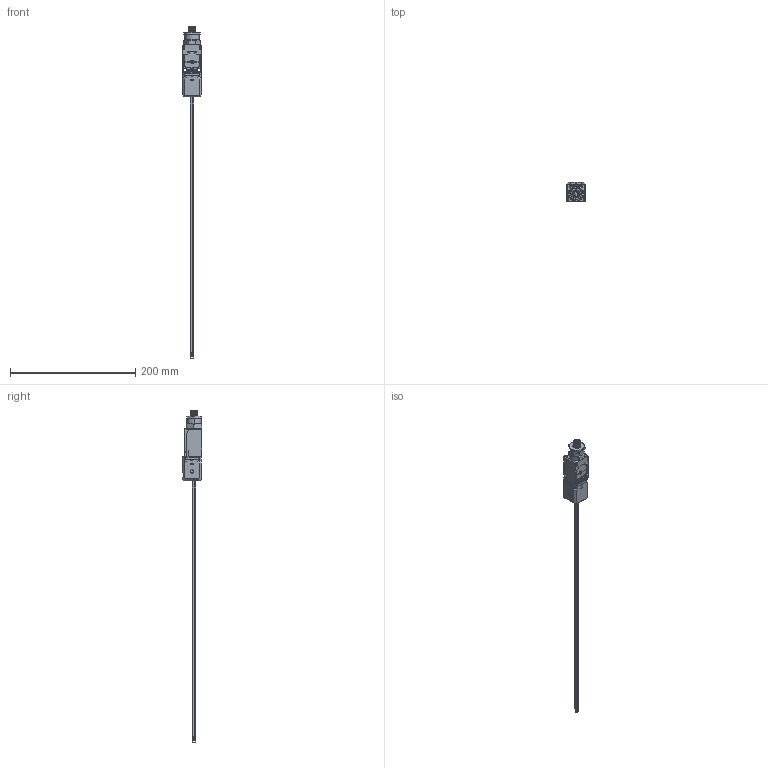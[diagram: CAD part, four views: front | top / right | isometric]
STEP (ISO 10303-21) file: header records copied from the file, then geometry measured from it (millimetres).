
FILE_DESCRIPTION((''),'2;1');
FILE_NAME('220511_ASM','2020-11-06T14:49:57',('PDMAdmin'),('BANNER ENGINEERING'),'CREO PARAMETRIC BY PTC INC, 2019292','CREO PARAMETRIC BY PTC INC, 2019292','');
FILE_SCHEMA(('CONFIG_CONTROL_DESIGN'));
Products named in the file (17): SI-LS83_INTERLOCK_BODY_PART_1; SI-LS83_INTERLOCK_BODY_PART_2; SI-LS83_INTERLOCK_BODY_PART_3; SI-LS83_INTERLOCK_BODY_PART_4; SI-LS83_INTERLOCK_BODY_PART_5; SI-LS83_INTERLOCK_BODY_PART_6; SI-LS83_INTERLOCK_BODY_PART_7; SI-LS83_INTERLOCK_BODY_PART_8; 49482---SI-LS83E_ASM; 212880_ASM; 62088---SI-QS-M16; 123826; 08427; 22AWG20IN; 161829; 123826_ASM; 220511_ASM
Assembly tree (19 placements, depth 4):
  220511_ASM
    212880_ASM
      49482---SI-LS83E_ASM
        SI-LS83_INTERLOCK_BODY_PART_1
        SI-LS83_INTERLOCK_BODY_PART_2
        SI-LS83_INTERLOCK_BODY_PART_3
        SI-LS83_INTERLOCK_BODY_PART_4
        SI-LS83_INTERLOCK_BODY_PART_5
        SI-LS83_INTERLOCK_BODY_PART_6
        SI-LS83_INTERLOCK_BODY_PART_7
        SI-LS83_INTERLOCK_BODY_PART_8
    62088---SI-QS-M16
    123826_ASM
      123826
      08427
      22AWG20IN  x4
      161829
Bounding box: 30 x 30.5 x 530.43 mm (x, y, z)
Volume: 41929.3 mm3; surface area: 51800.1 mm2
Topology: 16 solids, 16 shells, 1840 faces, 4898 edges, 3145 vertices
Faces by surface type: plane 1152, cylinder 480, sphere 82, cone 58, bspline 49, torus 19
Entity records: 67653 total; most frequent: CARTESIAN_POINT 21747, ORIENTED_EDGE 9704, DIRECTION 9199, EDGE_CURVE 4852, VECTOR 3539, LINE 3539, VERTEX_POINT 3121, AXIS2_PLACEMENT_3D 2830
